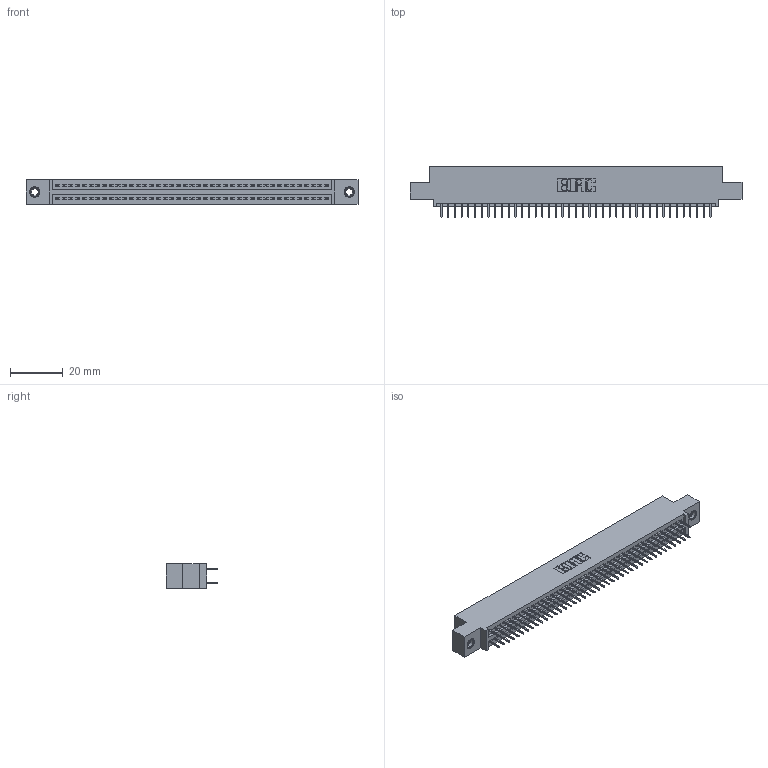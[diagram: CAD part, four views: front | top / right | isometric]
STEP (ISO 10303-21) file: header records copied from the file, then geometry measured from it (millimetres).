
FILE_DESCRIPTION (( 'STEP AP203' ), '1' );
FILE_NAME ('395-082-524-507.STEP', '2018-11-28T07:32:13', ( '' ), ( '' ), 'SwSTEP 2.0', 'SolidWorks 2016', '' );
FILE_SCHEMA (( 'CONFIG_CONTROL_DESIGN' ));
Length unit declared in the file: inch
Products named in the file (4): 345-250-001_345-250-005-103; 345 Part_0.110 Offset - 0.156 Dia-TI; 395-082-524-507; 345-292-001_345-293-124
Assembly tree (85 placements, depth 2):
  395-082-524-507
    345 Part_0.110 Offset - 0.156 Dia-TI
    345-292-001_345-293-124  x82
    345-250-001_345-250-005-103  x2
Bounding box: 125.35 x 19.35 x 9.4 mm (x, y, z)
Volume: 11956.3 mm3; surface area: 17447.1 mm2
Topology: 85 solids, 85 shells, 4618 faces, 13035 edges, 8354 vertices
Faces by surface type: plane 3314, cylinder 1288, cone 12, torus 4
Entity records: 33696 total; most frequent: CARTESIAN_POINT 5631, ORIENTED_EDGE 5558, DIRECTION 4993, EDGE_CURVE 2779, LINE 2467, VECTOR 2467, VERTEX_POINT 1844, AXIS2_PLACEMENT_3D 1263
